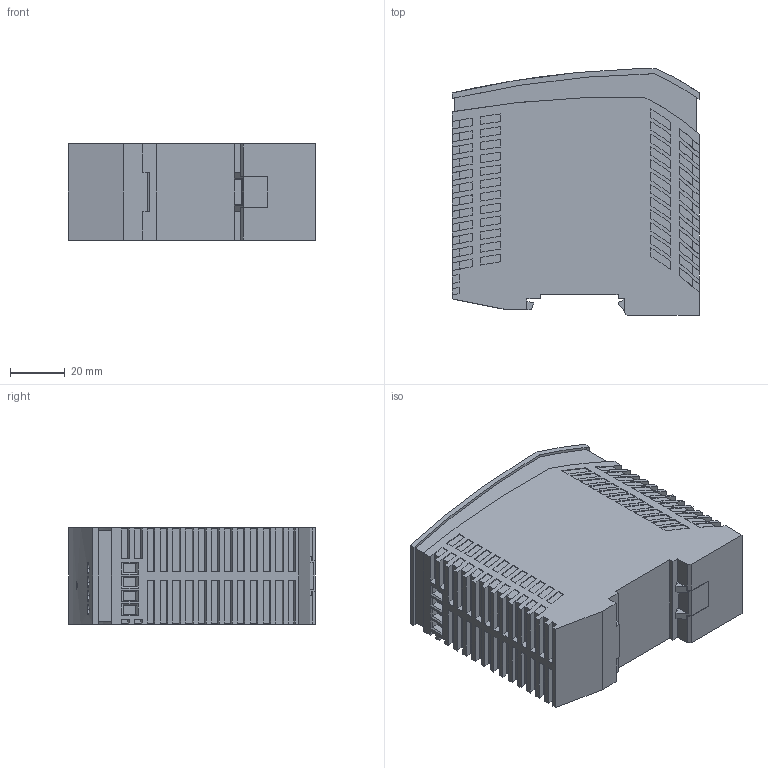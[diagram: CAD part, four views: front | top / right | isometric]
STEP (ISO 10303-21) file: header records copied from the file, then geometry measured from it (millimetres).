
FILE_DESCRIPTION(('SolidDesigner STEP Export'),'2;1');
FILE_NAME('2902992_UNO_PS_1AC_24DC_60W-select.stp','2013-02-15T13:53:50',(''),(''),'Creo Elements/Direct Modeling STEP processor for AP214 (Solid Model)','Creo Elements/Direct Modeling 18.1 06-May-2012 (C) Parametric Technology GmbH','');
FILE_SCHEMA(('AUTOMOTIVE_DESIGN { 1 0 10303 214 1 1 1 1 }'));
Length unit declared in the file: millimetre
Products named in the file (2): 2902992_UNO_PS_1AC_24DC_60W-select
Assembly tree (1 placements, depth 2):
  2902992_UNO_PS_1AC_24DC_60W-select
    2902992_UNO_PS_1AC_24DC_60W-select
Bounding box: 90.2 x 89.87 x 35 mm (x, y, z)
Volume: 251884.3 mm3; surface area: 33497.3 mm2
Topology: 1 solids, 1 shells, 708 faces, 1916 edges, 1268 vertices
Faces by surface type: plane 482, cylinder 224, extrusion 2
Entity records: 26272 total; most frequent: ORIENTED_EDGE 3832, CARTESIAN_POINT 3805, DIRECTION 3148, EDGE_CURVE 1916, VERTEX_POINT 1268, VECTOR 1166, LINE 1164, AXIS2_PLACEMENT_3D 991
